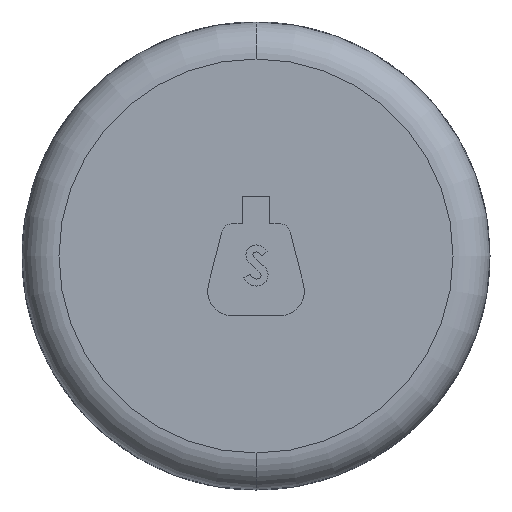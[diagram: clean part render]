
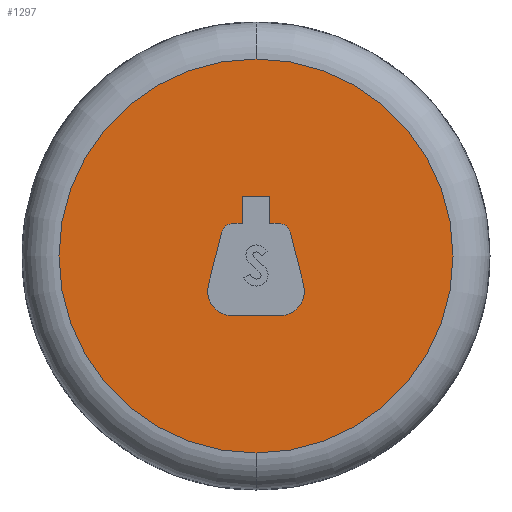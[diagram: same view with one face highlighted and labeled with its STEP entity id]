
A CAD part, front view. The second image highlights one B-rep face of the part: STEP entity #1297.
In plain terms, the highlighted planar face has unit normal (0, -1, 0).
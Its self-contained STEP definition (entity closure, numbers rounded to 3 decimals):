
#45 = EDGE_CURVE ( 'NONE', #1045, #11126, #12798, .T. ) ;
#227 = CARTESIAN_POINT ( 'NONE',  ( -1.822, 0., 2.65 ) ) ;
#379 = ORIENTED_EDGE ( 'NONE', *, *, #5553, .F. ) ;
#977 = CARTESIAN_POINT ( 'NONE',  ( -1.822, 0., 2.65 ) ) ;
#1045 = VERTEX_POINT ( 'NONE', #29742 ) ;
#1297 = ADVANCED_FACE ( 'NONE', ( #7820, #28184 ), #4960, .T. ) ;
#1484 = VERTEX_POINT ( 'NONE', #21544 ) ;
#1603 = VERTEX_POINT ( 'NONE', #15952 ) ;
#1826 = DIRECTION ( 'NONE',  ( 0., 0., 1. ) ) ;
#2824 = EDGE_CURVE ( 'NONE', #14635, #13794, #25133, .T. ) ;
#2848 = AXIS2_PLACEMENT_3D ( 'NONE', #5075, #28460, #23092 ) ;
#2889 = ORIENTED_EDGE ( 'NONE', *, *, #14445, .F. ) ;
#2948 = DIRECTION ( 'NONE',  ( 1., 0., 0. ) ) ;
#3090 = VECTOR ( 'NONE', #12643, 1000. ) ;
#3106 = CARTESIAN_POINT ( 'NONE',  ( 2.791, 0., 1.896 ) ) ;
#3211 = DIRECTION ( 'NONE',  ( 0., -1., 0. ) ) ;
#3357 = CARTESIAN_POINT ( 'NONE',  ( 1.822, 0., 1.65 ) ) ;
#3493 = DIRECTION ( 'NONE',  ( 0., -1., 0. ) ) ;
#3763 = EDGE_CURVE ( 'NONE', #25119, #22828, #29435, .T. ) ;
#4923 = VERTEX_POINT ( 'NONE', #24537 ) ;
#4960 = PLANE ( 'NONE',  #11730 ) ;
#5075 = CARTESIAN_POINT ( 'NONE',  ( 0., 0., 0. ) ) ;
#5148 = DIRECTION ( 'NONE',  ( 0., 0., 1. ) ) ;
#5445 = AXIS2_PLACEMENT_3D ( 'NONE', #28207, #7341, #5148 ) ;
#5553 = EDGE_CURVE ( 'NONE', #4923, #1603, #25273, .T. ) ;
#5891 = AXIS2_PLACEMENT_3D ( 'NONE', #24691, #3493, #14267 ) ;
#6046 = CARTESIAN_POINT ( 'NONE',  ( 3.869, 0., -2.359 ) ) ;
#6362 = ORIENTED_EDGE ( 'NONE', *, *, #23278, .F. ) ;
#6404 = AXIS2_PLACEMENT_3D ( 'NONE', #3357, #11435, #8742 ) ;
#6525 = DIRECTION ( 'NONE',  ( 0., 0., -1. ) ) ;
#6787 = LINE ( 'NONE', #14546, #8219 ) ;
#6814 = CARTESIAN_POINT ( 'NONE',  ( 1.93, 0., -2.85 ) ) ;
#7341 = DIRECTION ( 'NONE',  ( 0., -1., 0. ) ) ;
#7424 = AXIS2_PLACEMENT_3D ( 'NONE', #6814, #24823, #8836 ) ;
#7820 = FACE_BOUND ( 'NONE', #19190, .T. ) ;
#8219 = VECTOR ( 'NONE', #19086, 1000. ) ;
#8742 = DIRECTION ( 'NONE',  ( 0., 0., 1. ) ) ;
#8836 = DIRECTION ( 'NONE',  ( 0., 0., 1. ) ) ;
#8879 = ORIENTED_EDGE ( 'NONE', *, *, #3763, .F. ) ;
#9204 = ORIENTED_EDGE ( 'NONE', *, *, #24083, .T. ) ;
#9255 = CARTESIAN_POINT ( 'NONE',  ( -1.1, 0., 2.65 ) ) ;
#10349 = EDGE_LOOP ( 'NONE', ( #9204, #15227 ) ) ;
#10357 = CARTESIAN_POINT ( 'NONE',  ( 1.93, 0., -4.85 ) ) ;
#11126 = VERTEX_POINT ( 'NONE', #6046 ) ;
#11435 = DIRECTION ( 'NONE',  ( 0., -1., 0. ) ) ;
#11730 = AXIS2_PLACEMENT_3D ( 'NONE', #13648, #3211, #12859 ) ;
#11791 = VECTOR ( 'NONE', #20583, 1000. ) ;
#11874 = VERTEX_POINT ( 'NONE', #13448 ) ;
#11959 = EDGE_CURVE ( 'NONE', #29806, #11874, #29728, .T. ) ;
#12643 = DIRECTION ( 'NONE',  ( -1., 0., 0. ) ) ;
#12767 = CARTESIAN_POINT ( 'NONE',  ( -1.1, 0., 4.85 ) ) ;
#12798 = CIRCLE ( 'NONE', #7424, 2. ) ;
#12859 = DIRECTION ( 'NONE',  ( 0., 0., -1. ) ) ;
#12952 = CIRCLE ( 'NONE', #5445, 1. ) ;
#13128 = DIRECTION ( 'NONE',  ( 0., -1., 0. ) ) ;
#13321 = CARTESIAN_POINT ( 'NONE',  ( 0., 0., -16. ) ) ;
#13415 = ORIENTED_EDGE ( 'NONE', *, *, #25939, .F. ) ;
#13448 = CARTESIAN_POINT ( 'NONE',  ( -3.869, 0., -2.359 ) ) ;
#13584 = LINE ( 'NONE', #18987, #27065 ) ;
#13648 = CARTESIAN_POINT ( 'NONE',  ( 0., 0., 0. ) ) ;
#13774 = ORIENTED_EDGE ( 'NONE', *, *, #45, .F. ) ;
#13794 = VERTEX_POINT ( 'NONE', #13321 ) ;
#13870 = ORIENTED_EDGE ( 'NONE', *, *, #25473, .F. ) ;
#14091 = ORIENTED_EDGE ( 'NONE', *, *, #11959, .F. ) ;
#14267 = DIRECTION ( 'NONE',  ( 0., 0., 1. ) ) ;
#14445 = EDGE_CURVE ( 'NONE', #22828, #15192, #13584, .T. ) ;
#14546 = CARTESIAN_POINT ( 'NONE',  ( 2.791, 0., 1.896 ) ) ;
#14635 = VERTEX_POINT ( 'NONE', #16625 ) ;
#14657 = VECTOR ( 'NONE', #19317, 1000. ) ;
#15192 = VERTEX_POINT ( 'NONE', #9255 ) ;
#15227 = ORIENTED_EDGE ( 'NONE', *, *, #2824, .T. ) ;
#15952 = CARTESIAN_POINT ( 'NONE',  ( 1.1, 0., 2.65 ) ) ;
#16090 = CIRCLE ( 'NONE', #6404, 1. ) ;
#16116 = CIRCLE ( 'NONE', #5891, 2. ) ;
#16625 = CARTESIAN_POINT ( 'NONE',  ( 0., 0., 16. ) ) ;
#16628 = VECTOR ( 'NONE', #1826, 1000. ) ;
#16763 = EDGE_CURVE ( 'NONE', #27877, #29806, #12952, .T. ) ;
#17093 = VECTOR ( 'NONE', #24061, 1000. ) ;
#17282 = LINE ( 'NONE', #10357, #22569 ) ;
#17776 = ORIENTED_EDGE ( 'NONE', *, *, #16763, .F. ) ;
#18987 = CARTESIAN_POINT ( 'NONE',  ( -1.1, 0., 2.65 ) ) ;
#19086 = DIRECTION ( 'NONE',  ( -0.246, 0., 0.969 ) ) ;
#19190 = EDGE_LOOP ( 'NONE', ( #2889, #8879, #33185, #379, #13415, #6362, #13774, #24065, #21560, #14091, #17776, #13870 ) ) ;
#19317 = DIRECTION ( 'NONE',  ( -0.246, 0., -0.969 ) ) ;
#20583 = DIRECTION ( 'NONE',  ( -1., 0., 0. ) ) ;
#21544 = CARTESIAN_POINT ( 'NONE',  ( -1.93, 0., -4.85 ) ) ;
#21560 = ORIENTED_EDGE ( 'NONE', *, *, #31310, .F. ) ;
#21674 = CARTESIAN_POINT ( 'NONE',  ( -3.869, 0., -2.359 ) ) ;
#22569 = VECTOR ( 'NONE', #2948, 1000. ) ;
#22828 = VERTEX_POINT ( 'NONE', #12767 ) ;
#22923 = CARTESIAN_POINT ( 'NONE',  ( 1.1, 0., 2.65 ) ) ;
#23092 = DIRECTION ( 'NONE',  ( 0., 0., -1. ) ) ;
#23278 = EDGE_CURVE ( 'NONE', #11126, #32634, #6787, .T. ) ;
#23559 = CARTESIAN_POINT ( 'NONE',  ( -1.1, 0., 4.85 ) ) ;
#24061 = DIRECTION ( 'NONE',  ( -1., 0., 0. ) ) ;
#24065 = ORIENTED_EDGE ( 'NONE', *, *, #32520, .F. ) ;
#24083 = EDGE_CURVE ( 'NONE', #13794, #14635, #27571, .T. ) ;
#24305 = CARTESIAN_POINT ( 'NONE',  ( -2.791, 0., 1.896 ) ) ;
#24537 = CARTESIAN_POINT ( 'NONE',  ( 1.822, 0., 2.65 ) ) ;
#24691 = CARTESIAN_POINT ( 'NONE',  ( -1.93, 0., -2.85 ) ) ;
#24823 = DIRECTION ( 'NONE',  ( 0., -1., 0. ) ) ;
#25119 = VERTEX_POINT ( 'NONE', #29049 ) ;
#25133 = CIRCLE ( 'NONE', #30504, 16. ) ;
#25273 = LINE ( 'NONE', #22923, #3090 ) ;
#25473 = EDGE_CURVE ( 'NONE', #15192, #27877, #30666, .T. ) ;
#25939 = EDGE_CURVE ( 'NONE', #32634, #4923, #16090, .T. ) ;
#26729 = CARTESIAN_POINT ( 'NONE',  ( 0., 0., 0. ) ) ;
#27065 = VECTOR ( 'NONE', #29234, 1000. ) ;
#27380 = LINE ( 'NONE', #27876, #16628 ) ;
#27571 = CIRCLE ( 'NONE', #2848, 16. ) ;
#27876 = CARTESIAN_POINT ( 'NONE',  ( 1.1, 0., 4.85 ) ) ;
#27877 = VERTEX_POINT ( 'NONE', #977 ) ;
#28184 = FACE_OUTER_BOUND ( 'NONE', #10349, .T. ) ;
#28207 = CARTESIAN_POINT ( 'NONE',  ( -1.822, 0., 1.65 ) ) ;
#28460 = DIRECTION ( 'NONE',  ( 0., -1., 0. ) ) ;
#28829 = EDGE_CURVE ( 'NONE', #1603, #25119, #27380, .T. ) ;
#29049 = CARTESIAN_POINT ( 'NONE',  ( 1.1, 0., 4.85 ) ) ;
#29234 = DIRECTION ( 'NONE',  ( 0., 0., -1. ) ) ;
#29435 = LINE ( 'NONE', #23559, #17093 ) ;
#29728 = LINE ( 'NONE', #21674, #14657 ) ;
#29742 = CARTESIAN_POINT ( 'NONE',  ( 1.93, 0., -4.85 ) ) ;
#29806 = VERTEX_POINT ( 'NONE', #24305 ) ;
#30504 = AXIS2_PLACEMENT_3D ( 'NONE', #26729, #13128, #6525 ) ;
#30666 = LINE ( 'NONE', #227, #11791 ) ;
#31310 = EDGE_CURVE ( 'NONE', #11874, #1484, #16116, .T. ) ;
#32520 = EDGE_CURVE ( 'NONE', #1484, #1045, #17282, .T. ) ;
#32634 = VERTEX_POINT ( 'NONE', #3106 ) ;
#33185 = ORIENTED_EDGE ( 'NONE', *, *, #28829, .F. ) ;
